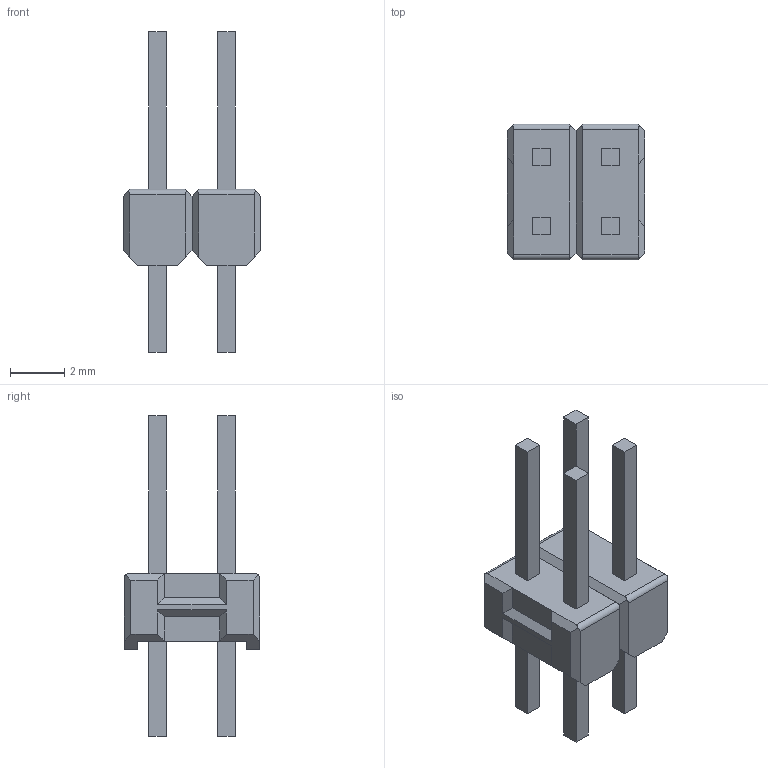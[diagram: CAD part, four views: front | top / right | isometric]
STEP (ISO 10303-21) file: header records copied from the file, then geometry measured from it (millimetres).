
FILE_DESCRIPTION((''),'2;1');
FILE_NAME('C-826656-2','2017-04-03T',('workeradm'),('Tyco Electronics Ltd.'),'CREO PARAMETRIC BY PTC INC, 2016050','CREO PARAMETRIC BY PTC INC, 2016050','');
FILE_SCHEMA(('AUTOMOTIVE_DESIGN { 1 0 10303 214 1 1 1 1 }'));
Length unit declared in the file: millimetre
Products named in the file (1): C-826656-2
Bounding box: 5.08 x 5 x 11.8 mm (x, y, z)
Volume: 75.4 mm3; surface area: 197.4 mm2
Topology: 1 solids, 1 shells, 98 faces, 252 edges, 164 vertices
Faces by surface type: plane 94, cylinder 4
Entity records: 3106 total; most frequent: CARTESIAN_POINT 578, ORIENTED_EDGE 504, DIRECTION 432, EDGE_CURVE 252, VECTOR 236, LINE 236, VERTEX_POINT 164, COLOUR_RGB 126
